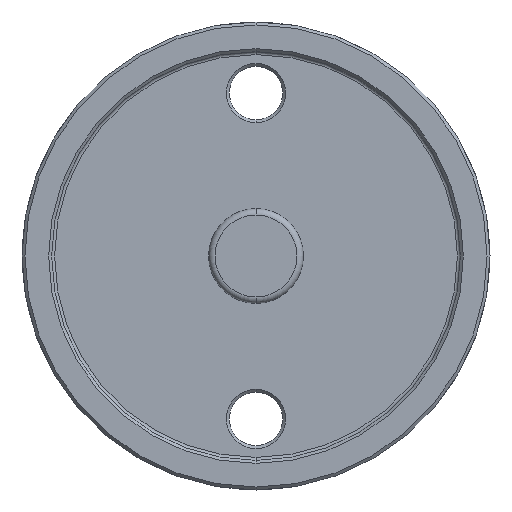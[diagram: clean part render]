
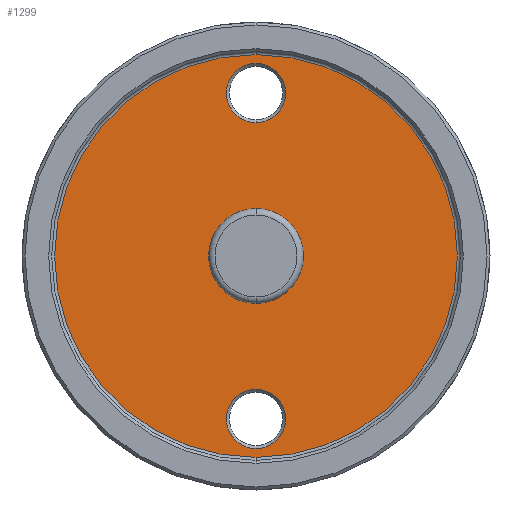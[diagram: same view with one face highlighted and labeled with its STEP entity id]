
A CAD part, front view. The second image highlights one B-rep face of the part: STEP entity #1299.
In plain terms, the highlighted planar face has unit normal (0, -1, 0).
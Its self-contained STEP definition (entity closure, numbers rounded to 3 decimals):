
#53 = EDGE_LOOP ( 'NONE', ( #724, #1405 ) ) ;
#91 = DIRECTION ( 'NONE',  ( 0., 0., -1. ) ) ;
#125 = ORIENTED_EDGE ( 'NONE', *, *, #1378, .T. ) ;
#171 = EDGE_LOOP ( 'NONE', ( #1153, #1080 ) ) ;
#195 = CARTESIAN_POINT ( 'NONE',  ( 39.5, 5., 0. ) ) ;
#208 = EDGE_CURVE ( 'NONE', #394, #1301, #510, .T. ) ;
#274 = DIRECTION ( 'NONE',  ( 0., 0., -1. ) ) ;
#275 = DIRECTION ( 'NONE',  ( 0., -1., 0. ) ) ;
#295 = AXIS2_PLACEMENT_3D ( 'NONE', #730, #702, #695 ) ;
#299 = DIRECTION ( 'NONE',  ( 0., 0., -1. ) ) ;
#308 = DIRECTION ( 'NONE',  ( 0., 1., 0. ) ) ;
#313 = CARTESIAN_POINT ( 'NONE',  ( 39.5, 5., -27.5 ) ) ;
#340 = CARTESIAN_POINT ( 'NONE',  ( 39.5, 5., -8. ) ) ;
#366 = EDGE_CURVE ( 'NONE', #1191, #701, #419, .T. ) ;
#372 = CIRCLE ( 'NONE', #884, 5. ) ;
#375 = CIRCLE ( 'NONE', #381, 8. ) ;
#381 = AXIS2_PLACEMENT_3D ( 'NONE', #600, #579, #574 ) ;
#386 = DIRECTION ( 'NONE',  ( 0., 0., -1. ) ) ;
#387 = DIRECTION ( 'NONE',  ( 0., 1., 0. ) ) ;
#388 = CIRCLE ( 'NONE', #1074, 5. ) ;
#389 = EDGE_CURVE ( 'NONE', #1355, #926, #375, .T. ) ;
#394 = VERTEX_POINT ( 'NONE', #638 ) ;
#395 = CARTESIAN_POINT ( 'NONE',  ( 39.5, 5., 27.5 ) ) ;
#396 = PLANE ( 'NONE',  #422 ) ;
#418 = CARTESIAN_POINT ( 'NONE',  ( 39.5, 5., 0. ) ) ;
#419 = CIRCLE ( 'NONE', #295, 5. ) ;
#420 = CARTESIAN_POINT ( 'NONE',  ( 39.5, 5., 8. ) ) ;
#422 = AXIS2_PLACEMENT_3D ( 'NONE', #521, #275, #643 ) ;
#435 = EDGE_CURVE ( 'NONE', #701, #1191, #372, .T. ) ;
#436 = DIRECTION ( 'NONE',  ( 0., 1., 0. ) ) ;
#441 = CARTESIAN_POINT ( 'NONE',  ( 39.5, 5., 0. ) ) ;
#474 = EDGE_CURVE ( 'NONE', #1136, #943, #388, .T. ) ;
#478 = CIRCLE ( 'NONE', #1363, 8. ) ;
#510 = CIRCLE ( 'NONE', #920, 34. ) ;
#519 = FACE_BOUND ( 'NONE', #1216, .T. ) ;
#521 = CARTESIAN_POINT ( 'NONE',  ( 5., 5., 0. ) ) ;
#534 = CARTESIAN_POINT ( 'NONE',  ( 39.5, 5., -22.5 ) ) ;
#574 = DIRECTION ( 'NONE',  ( 0., 0., -1. ) ) ;
#579 = DIRECTION ( 'NONE',  ( 0., 1., 0. ) ) ;
#600 = CARTESIAN_POINT ( 'NONE',  ( 39.5, 5., 0. ) ) ;
#634 = ORIENTED_EDGE ( 'NONE', *, *, #366, .T. ) ;
#638 = CARTESIAN_POINT ( 'NONE',  ( 39.5, 5., -34. ) ) ;
#643 = DIRECTION ( 'NONE',  ( 0., 0., -1. ) ) ;
#695 = DIRECTION ( 'NONE',  ( 0., 0., -1. ) ) ;
#698 = AXIS2_PLACEMENT_3D ( 'NONE', #1611, #813, #91 ) ;
#701 = VERTEX_POINT ( 'NONE', #902 ) ;
#702 = DIRECTION ( 'NONE',  ( 0., 1., 0. ) ) ;
#724 = ORIENTED_EDGE ( 'NONE', *, *, #991, .T. ) ;
#727 = CIRCLE ( 'NONE', #698, 5. ) ;
#730 = CARTESIAN_POINT ( 'NONE',  ( 39.5, 5., 27.5 ) ) ;
#743 = CARTESIAN_POINT ( 'NONE',  ( 39.5, 5., 32.5 ) ) ;
#778 = ORIENTED_EDGE ( 'NONE', *, *, #208, .T. ) ;
#813 = DIRECTION ( 'NONE',  ( 0., 1., 0. ) ) ;
#834 = FACE_BOUND ( 'NONE', #53, .T. ) ;
#839 = DIRECTION ( 'NONE',  ( 0., 0., -1. ) ) ;
#884 = AXIS2_PLACEMENT_3D ( 'NONE', #395, #387, #386 ) ;
#885 = EDGE_LOOP ( 'NONE', ( #778, #125 ) ) ;
#902 = CARTESIAN_POINT ( 'NONE',  ( 39.5, 5., 22.5 ) ) ;
#909 = DIRECTION ( 'NONE',  ( 0., 0., -1. ) ) ;
#920 = AXIS2_PLACEMENT_3D ( 'NONE', #418, #1351, #839 ) ;
#926 = VERTEX_POINT ( 'NONE', #340 ) ;
#943 = VERTEX_POINT ( 'NONE', #534 ) ;
#991 = EDGE_CURVE ( 'NONE', #926, #1355, #478, .T. ) ;
#1002 = ORIENTED_EDGE ( 'NONE', *, *, #435, .T. ) ;
#1052 = EDGE_CURVE ( 'NONE', #943, #1136, #727, .T. ) ;
#1070 = DIRECTION ( 'NONE',  ( 0., -1., 0. ) ) ;
#1074 = AXIS2_PLACEMENT_3D ( 'NONE', #313, #308, #274 ) ;
#1080 = ORIENTED_EDGE ( 'NONE', *, *, #1052, .T. ) ;
#1136 = VERTEX_POINT ( 'NONE', #1246 ) ;
#1153 = ORIENTED_EDGE ( 'NONE', *, *, #474, .T. ) ;
#1191 = VERTEX_POINT ( 'NONE', #743 ) ;
#1216 = EDGE_LOOP ( 'NONE', ( #1002, #634 ) ) ;
#1225 = CIRCLE ( 'NONE', #1321, 34. ) ;
#1246 = CARTESIAN_POINT ( 'NONE',  ( 39.5, 5., -32.5 ) ) ;
#1290 = FACE_BOUND ( 'NONE', #171, .T. ) ;
#1299 = ADVANCED_FACE ( 'NONE', ( #1290, #519, #1306, #834 ), #396, .T. ) ;
#1301 = VERTEX_POINT ( 'NONE', #1445 ) ;
#1306 = FACE_OUTER_BOUND ( 'NONE', #885, .T. ) ;
#1321 = AXIS2_PLACEMENT_3D ( 'NONE', #195, #1070, #299 ) ;
#1351 = DIRECTION ( 'NONE',  ( 0., -1., 0. ) ) ;
#1355 = VERTEX_POINT ( 'NONE', #420 ) ;
#1363 = AXIS2_PLACEMENT_3D ( 'NONE', #441, #436, #909 ) ;
#1378 = EDGE_CURVE ( 'NONE', #1301, #394, #1225, .T. ) ;
#1405 = ORIENTED_EDGE ( 'NONE', *, *, #389, .T. ) ;
#1445 = CARTESIAN_POINT ( 'NONE',  ( 39.5, 5., 34. ) ) ;
#1611 = CARTESIAN_POINT ( 'NONE',  ( 39.5, 5., -27.5 ) ) ;
